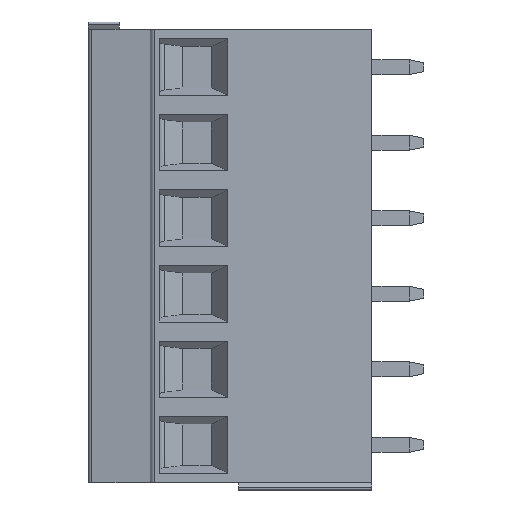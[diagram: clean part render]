
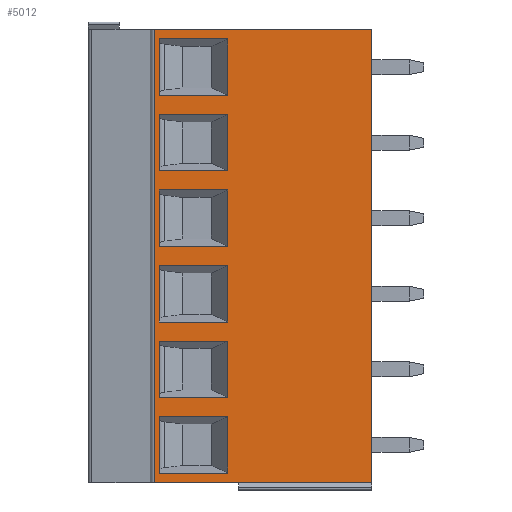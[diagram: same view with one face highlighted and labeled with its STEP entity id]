
A CAD part, left-side view. The second image highlights one B-rep face of the part: STEP entity #5012.
In plain terms, the highlighted planar face has unit normal (-1, 0, 0).
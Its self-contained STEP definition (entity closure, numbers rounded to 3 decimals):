
#25=DIRECTION('',(0.,-1.,0.));
#26=VECTOR('',#25,14.6);
#27=CARTESIAN_POINT('',(-4.3,5.05,27.94));
#28=LINE('',#27,#26);
#156=DIRECTION('',(0.,0.,-1.));
#157=VECTOR('',#156,30.48);
#158=CARTESIAN_POINT('',(-4.3,-9.55,27.94));
#159=LINE('',#158,#157);
#565=DIRECTION('',(0.,-1.,0.));
#566=VECTOR('',#565,14.6);
#567=CARTESIAN_POINT('',(-4.3,5.05,-2.54));
#568=LINE('',#567,#566);
#683=DIRECTION('',(0.,0.,-1.));
#684=VECTOR('',#683,30.48);
#685=CARTESIAN_POINT('',(-4.3,5.05,27.94));
#686=LINE('',#685,#684);
#687=DIRECTION('',(0.,1.,0.));
#688=VECTOR('',#687,4.6);
#689=CARTESIAN_POINT('',(-4.3,0.15,-1.9));
#690=LINE('',#689,#688);
#691=DIRECTION('',(0.,-1.,0.));
#692=VECTOR('',#691,4.6);
#693=CARTESIAN_POINT('',(-4.3,4.75,1.9));
#694=LINE('',#693,#692);
#695=DIRECTION('',(0.,1.,0.));
#696=VECTOR('',#695,4.6);
#697=CARTESIAN_POINT('',(-4.3,0.15,3.18));
#698=LINE('',#697,#696);
#699=DIRECTION('',(0.,-1.,0.));
#700=VECTOR('',#699,4.6);
#701=CARTESIAN_POINT('',(-4.3,4.75,6.98));
#702=LINE('',#701,#700);
#703=DIRECTION('',(0.,1.,0.));
#704=VECTOR('',#703,4.6);
#705=CARTESIAN_POINT('',(-4.3,0.15,8.26));
#706=LINE('',#705,#704);
#707=DIRECTION('',(0.,-1.,0.));
#708=VECTOR('',#707,4.6);
#709=CARTESIAN_POINT('',(-4.3,4.75,12.06));
#710=LINE('',#709,#708);
#711=DIRECTION('',(0.,1.,0.));
#712=VECTOR('',#711,4.6);
#713=CARTESIAN_POINT('',(-4.3,0.15,13.34));
#714=LINE('',#713,#712);
#715=DIRECTION('',(0.,-1.,0.));
#716=VECTOR('',#715,4.6);
#717=CARTESIAN_POINT('',(-4.3,4.75,17.14));
#718=LINE('',#717,#716);
#719=DIRECTION('',(0.,1.,0.));
#720=VECTOR('',#719,4.6);
#721=CARTESIAN_POINT('',(-4.3,0.15,18.42));
#722=LINE('',#721,#720);
#723=DIRECTION('',(0.,-1.,0.));
#724=VECTOR('',#723,4.6);
#725=CARTESIAN_POINT('',(-4.3,4.75,22.22));
#726=LINE('',#725,#724);
#727=DIRECTION('',(0.,1.,0.));
#728=VECTOR('',#727,4.6);
#729=CARTESIAN_POINT('',(-4.3,0.15,23.5));
#730=LINE('',#729,#728);
#731=DIRECTION('',(0.,-1.,0.));
#732=VECTOR('',#731,4.6);
#733=CARTESIAN_POINT('',(-4.3,4.75,27.3));
#734=LINE('',#733,#732);
#785=DIRECTION('',(0.,0.,1.));
#786=VECTOR('',#785,3.8);
#787=CARTESIAN_POINT('',(-4.3,4.75,-1.9));
#788=LINE('',#787,#786);
#831=DIRECTION('',(0.,0.,-1.));
#832=VECTOR('',#831,3.8);
#833=CARTESIAN_POINT('',(-4.3,0.15,1.9));
#834=LINE('',#833,#832);
#853=DIRECTION('',(0.,0.,-1.));
#854=VECTOR('',#853,3.8);
#855=CARTESIAN_POINT('',(-4.3,0.15,6.98));
#856=LINE('',#855,#854);
#893=DIRECTION('',(0.,0.,1.));
#894=VECTOR('',#893,3.8);
#895=CARTESIAN_POINT('',(-4.3,4.75,3.18));
#896=LINE('',#895,#894);
#953=DIRECTION('',(0.,0.,-1.));
#954=VECTOR('',#953,3.8);
#955=CARTESIAN_POINT('',(-4.3,0.15,12.06));
#956=LINE('',#955,#954);
#993=DIRECTION('',(0.,0.,1.));
#994=VECTOR('',#993,3.8);
#995=CARTESIAN_POINT('',(-4.3,4.75,8.26));
#996=LINE('',#995,#994);
#1053=DIRECTION('',(0.,0.,-1.));
#1054=VECTOR('',#1053,3.8);
#1055=CARTESIAN_POINT('',(-4.3,0.15,17.14));
#1056=LINE('',#1055,#1054);
#1093=DIRECTION('',(0.,0.,1.));
#1094=VECTOR('',#1093,3.8);
#1095=CARTESIAN_POINT('',(-4.3,4.75,13.34));
#1096=LINE('',#1095,#1094);
#1153=DIRECTION('',(0.,0.,-1.));
#1154=VECTOR('',#1153,3.8);
#1155=CARTESIAN_POINT('',(-4.3,0.15,22.22));
#1156=LINE('',#1155,#1154);
#1193=DIRECTION('',(0.,0.,1.));
#1194=VECTOR('',#1193,3.8);
#1195=CARTESIAN_POINT('',(-4.3,4.75,18.42));
#1196=LINE('',#1195,#1194);
#1253=DIRECTION('',(0.,0.,-1.));
#1254=VECTOR('',#1253,3.8);
#1255=CARTESIAN_POINT('',(-4.3,0.15,27.3));
#1256=LINE('',#1255,#1254);
#1293=DIRECTION('',(0.,0.,1.));
#1294=VECTOR('',#1293,3.8);
#1295=CARTESIAN_POINT('',(-4.3,4.75,23.5));
#1296=LINE('',#1295,#1294);
#3416=CARTESIAN_POINT('',(-4.3,5.05,27.94));
#3417=VERTEX_POINT('',#3416);
#3418=CARTESIAN_POINT('',(-4.3,-9.55,27.94));
#3419=VERTEX_POINT('',#3418);
#3438=CARTESIAN_POINT('',(-4.3,5.05,-2.54));
#3439=VERTEX_POINT('',#3438);
#3440=CARTESIAN_POINT('',(-4.3,-9.55,-2.54));
#3441=VERTEX_POINT('',#3440);
#3594=CARTESIAN_POINT('',(-4.3,0.15,-1.9));
#3595=CARTESIAN_POINT('',(-4.3,4.75,-1.9));
#3596=VERTEX_POINT('',#3594);
#3597=VERTEX_POINT('',#3595);
#3602=CARTESIAN_POINT('',(-4.3,4.75,1.9));
#3603=CARTESIAN_POINT('',(-4.3,0.15,1.9));
#3604=VERTEX_POINT('',#3602);
#3605=VERTEX_POINT('',#3603);
#3705=CARTESIAN_POINT('',(-4.3,0.15,3.18));
#3707=VERTEX_POINT('',#3705);
#3708=CARTESIAN_POINT('',(-4.3,4.75,3.18));
#3709=VERTEX_POINT('',#3708);
#3714=CARTESIAN_POINT('',(-4.3,4.75,6.98));
#3715=VERTEX_POINT('',#3714);
#3716=CARTESIAN_POINT('',(-4.3,0.15,6.98));
#3718=VERTEX_POINT('',#3716);
#3831=CARTESIAN_POINT('',(-4.3,0.15,8.26));
#3833=VERTEX_POINT('',#3831);
#3834=CARTESIAN_POINT('',(-4.3,4.75,8.26));
#3835=VERTEX_POINT('',#3834);
#3840=CARTESIAN_POINT('',(-4.3,4.75,12.06));
#3841=VERTEX_POINT('',#3840);
#3842=CARTESIAN_POINT('',(-4.3,0.15,12.06));
#3844=VERTEX_POINT('',#3842);
#3951=CARTESIAN_POINT('',(-4.3,0.15,13.34));
#3953=VERTEX_POINT('',#3951);
#3954=CARTESIAN_POINT('',(-4.3,4.75,13.34));
#3955=VERTEX_POINT('',#3954);
#3960=CARTESIAN_POINT('',(-4.3,4.75,17.14));
#3961=VERTEX_POINT('',#3960);
#3962=CARTESIAN_POINT('',(-4.3,0.15,17.14));
#3964=VERTEX_POINT('',#3962);
#4071=CARTESIAN_POINT('',(-4.3,0.15,18.42));
#4073=VERTEX_POINT('',#4071);
#4074=CARTESIAN_POINT('',(-4.3,4.75,18.42));
#4075=VERTEX_POINT('',#4074);
#4080=CARTESIAN_POINT('',(-4.3,4.75,22.22));
#4081=VERTEX_POINT('',#4080);
#4082=CARTESIAN_POINT('',(-4.3,0.15,22.22));
#4084=VERTEX_POINT('',#4082);
#4191=CARTESIAN_POINT('',(-4.3,0.15,23.5));
#4193=VERTEX_POINT('',#4191);
#4194=CARTESIAN_POINT('',(-4.3,4.75,23.5));
#4195=VERTEX_POINT('',#4194);
#4200=CARTESIAN_POINT('',(-4.3,4.75,27.3));
#4201=VERTEX_POINT('',#4200);
#4202=CARTESIAN_POINT('',(-4.3,0.15,27.3));
#4204=VERTEX_POINT('',#4202);
#4941=CARTESIAN_POINT('',(-4.3,5.05,27.94));
#4942=DIRECTION('',(-1.,0.,0.));
#4943=DIRECTION('',(0.,-1.,0.));
#4944=AXIS2_PLACEMENT_3D('',#4941,#4942,#4943);
#4945=PLANE('',#4944);
#4946=ORIENTED_EDGE('',*,*,#4285,.T.);
#4947=ORIENTED_EDGE('',*,*,#4382,.T.);
#4948=ORIENTED_EDGE('',*,*,#4771,.F.);
#4949=ORIENTED_EDGE('',*,*,#4934,.F.);
#4950=EDGE_LOOP('',(#4946,#4947,#4948,#4949));
#4951=FACE_OUTER_BOUND('',#4950,.F.);
#4953=ORIENTED_EDGE('',*,*,#4952,.F.);
#4955=ORIENTED_EDGE('',*,*,#4954,.F.);
#4957=ORIENTED_EDGE('',*,*,#4956,.F.);
#4959=ORIENTED_EDGE('',*,*,#4958,.F.);
#4960=EDGE_LOOP('',(#4953,#4955,#4957,#4959));
#4961=FACE_BOUND('',#4960,.F.);
#4963=ORIENTED_EDGE('',*,*,#4962,.F.);
#4965=ORIENTED_EDGE('',*,*,#4964,.F.);
#4967=ORIENTED_EDGE('',*,*,#4966,.F.);
#4969=ORIENTED_EDGE('',*,*,#4968,.F.);
#4970=EDGE_LOOP('',(#4963,#4965,#4967,#4969));
#4971=FACE_BOUND('',#4970,.F.);
#4973=ORIENTED_EDGE('',*,*,#4972,.F.);
#4975=ORIENTED_EDGE('',*,*,#4974,.F.);
#4977=ORIENTED_EDGE('',*,*,#4976,.F.);
#4979=ORIENTED_EDGE('',*,*,#4978,.F.);
#4980=EDGE_LOOP('',(#4973,#4975,#4977,#4979));
#4981=FACE_BOUND('',#4980,.F.);
#4983=ORIENTED_EDGE('',*,*,#4982,.F.);
#4985=ORIENTED_EDGE('',*,*,#4984,.F.);
#4987=ORIENTED_EDGE('',*,*,#4986,.F.);
#4989=ORIENTED_EDGE('',*,*,#4988,.F.);
#4990=EDGE_LOOP('',(#4983,#4985,#4987,#4989));
#4991=FACE_BOUND('',#4990,.F.);
#4993=ORIENTED_EDGE('',*,*,#4992,.F.);
#4995=ORIENTED_EDGE('',*,*,#4994,.F.);
#4997=ORIENTED_EDGE('',*,*,#4996,.F.);
#4999=ORIENTED_EDGE('',*,*,#4998,.F.);
#5000=EDGE_LOOP('',(#4993,#4995,#4997,#4999));
#5001=FACE_BOUND('',#5000,.F.);
#5003=ORIENTED_EDGE('',*,*,#5002,.F.);
#5005=ORIENTED_EDGE('',*,*,#5004,.F.);
#5007=ORIENTED_EDGE('',*,*,#5006,.F.);
#5009=ORIENTED_EDGE('',*,*,#5008,.F.);
#5010=EDGE_LOOP('',(#5003,#5005,#5007,#5009));
#5011=FACE_BOUND('',#5010,.F.);
#4285=EDGE_CURVE('',#3417,#3419,#28,.T.);
#4382=EDGE_CURVE('',#3419,#3441,#159,.T.);
#4771=EDGE_CURVE('',#3439,#3441,#568,.T.);
#4934=EDGE_CURVE('',#3417,#3439,#686,.T.);
#4952=EDGE_CURVE('',#3596,#3597,#690,.T.);
#4954=EDGE_CURVE('',#3605,#3596,#834,.T.);
#4956=EDGE_CURVE('',#3604,#3605,#694,.T.);
#4958=EDGE_CURVE('',#3597,#3604,#788,.T.);
#4962=EDGE_CURVE('',#3707,#3709,#698,.T.);
#4964=EDGE_CURVE('',#3718,#3707,#856,.T.);
#4966=EDGE_CURVE('',#3715,#3718,#702,.T.);
#4968=EDGE_CURVE('',#3709,#3715,#896,.T.);
#4972=EDGE_CURVE('',#3833,#3835,#706,.T.);
#4974=EDGE_CURVE('',#3844,#3833,#956,.T.);
#4976=EDGE_CURVE('',#3841,#3844,#710,.T.);
#4978=EDGE_CURVE('',#3835,#3841,#996,.T.);
#4982=EDGE_CURVE('',#3953,#3955,#714,.T.);
#4984=EDGE_CURVE('',#3964,#3953,#1056,.T.);
#4986=EDGE_CURVE('',#3961,#3964,#718,.T.);
#4988=EDGE_CURVE('',#3955,#3961,#1096,.T.);
#4992=EDGE_CURVE('',#4073,#4075,#722,.T.);
#4994=EDGE_CURVE('',#4084,#4073,#1156,.T.);
#4996=EDGE_CURVE('',#4081,#4084,#726,.T.);
#4998=EDGE_CURVE('',#4075,#4081,#1196,.T.);
#5002=EDGE_CURVE('',#4193,#4195,#730,.T.);
#5004=EDGE_CURVE('',#4204,#4193,#1256,.T.);
#5006=EDGE_CURVE('',#4201,#4204,#734,.T.);
#5008=EDGE_CURVE('',#4195,#4201,#1296,.T.);
#5012=ADVANCED_FACE('',(#4951,#4961,#4971,#4981,#4991,#5001,#5011),#4945,.T.);
